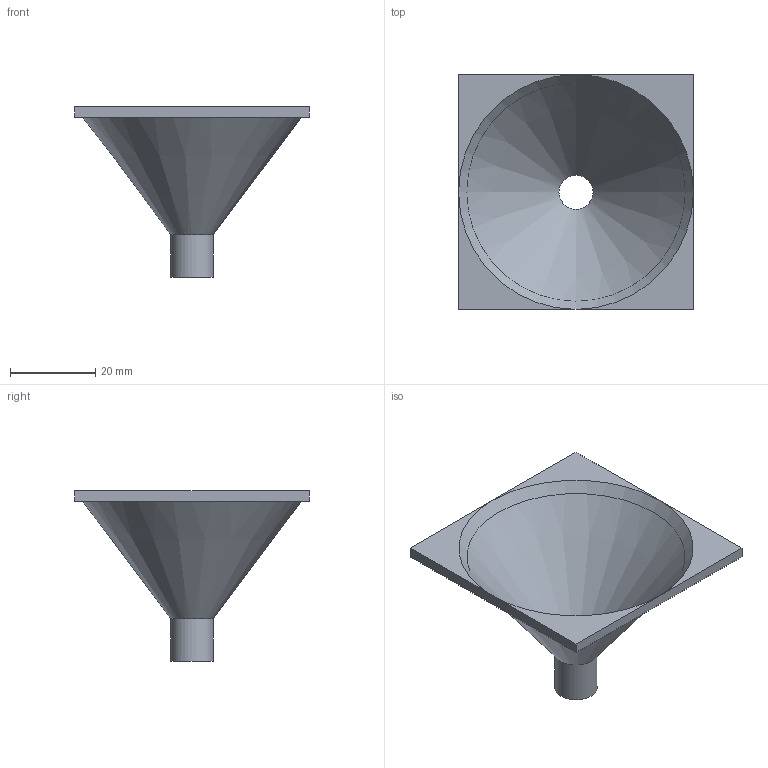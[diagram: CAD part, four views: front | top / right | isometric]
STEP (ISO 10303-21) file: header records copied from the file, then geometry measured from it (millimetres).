
FILE_DESCRIPTION(('FreeCAD Model'),'2;1');
FILE_NAME( 'cono_opc.step', '2017-10-11T15:30:39',('Author'),(''), 'Open CASCADE STEP processor 6.8','FreeCAD','Unknown');
FILE_SCHEMA(('AUTOMOTIVE_DESIGN_CC2 { 1 2 10303 214 -1 1 5 4 }'));
Length unit declared in the file: millimetre
Products named in the file (1): Fusion002
Bounding box: 55 x 55 x 40 mm (x, y, z)
Volume: 3448.1 mm3; surface area: 9833.5 mm2
Topology: 1 solids, 1 shells, 14 faces, 29 edges, 17 vertices
Faces by surface type: plane 10, cylinder 2, cone 2
Full cylindrical faces by diameter (mm): 8 x1, 10 x1
Entity records: 774 total; most frequent: CARTESIAN_POINT 131, DIRECTION 124, LINE 71, VECTOR 71, ORIENTED_EDGE 58, PCURVE 58, DEFINITIONAL_REPRESENTATION 58, EDGE_CURVE 29
